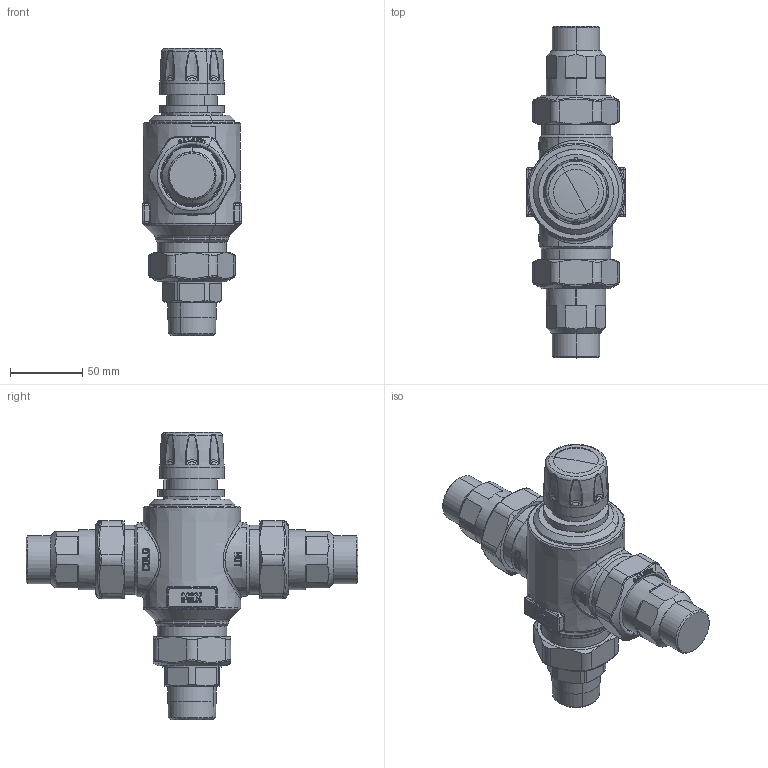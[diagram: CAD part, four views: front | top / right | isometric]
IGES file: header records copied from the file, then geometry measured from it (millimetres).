
Start section: START RECORD GO HERE.
Global section: file name: IGES_523063_-_TST.igs; native system: DASSAULT SYSTEMES CATIA Version 5-6 Release 2020 - www.3ds.com; preprocessor: V5-6R2020_5.30.5.0.09-01-2021.20.00; author: advantage; organization: CALEFFI; date: 20250728.135225; units: millimetre
Bounding box: 68.5 x 230 x 199.5 mm (x, y, z)
Surface area: 83164.7 mm2 (no closed solid volume)
Topology: 0 solids, 0 shells, 2281 faces, 10467 edges, 10298 vertices
Faces by surface type: bspline 1134, revolution 969, plane 178
